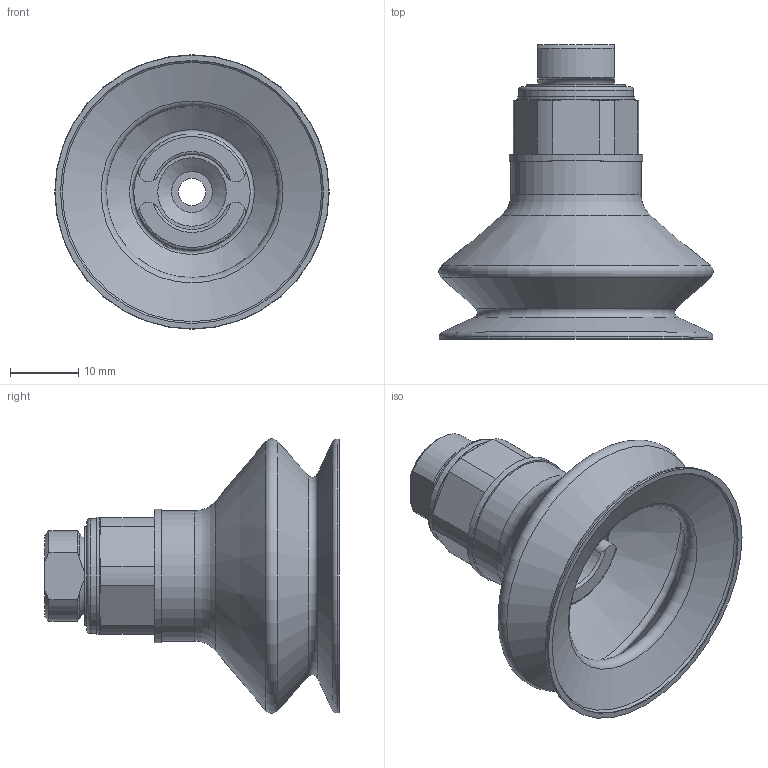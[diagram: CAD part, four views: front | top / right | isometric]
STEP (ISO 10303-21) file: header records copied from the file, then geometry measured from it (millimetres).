
FILE_DESCRIPTION(/* description */ ('STEP AP214'),/* implementation_level */ '2;1');
FILE_NAME(/* name */ '1395691_VASB-40-1_4-PUR-B',/* time_stamp */ '2024-09-10T16:43:39+02:00',/* author */ ('License CC BY-ND 4.0'),/* organization */ ('CADENAS'),/* preprocessor_version */ 'ST-DEVELOPER v19.3',/* originating_system */ 'PARTsolutions',/* authorisation */ ' ');
FILE_SCHEMA (('AUTOMOTIVE_DESIGN {1 0 10303 214 3 1 1}'));
Length unit declared in the file: millimetre
Products named in the file (1): 1395691 VASB-40-1/4-PUR-B
Bounding box: 40.08 x 43 x 40.08 mm (x, y, z)
Volume: 10177.3 mm3; surface area: 8199.3 mm2
Topology: 1 solids, 1 shells, 82 faces, 189 edges, 117 vertices
Faces by surface type: cylinder 28, plane 22, cone 18, torus 14
Full cylindrical faces by diameter (mm): 4 x1, 6 x1, 13.2 x1, 14.4 x1, 16.8 x1, 17 x1, 19 x1, 19.5 x1, 38.4 x1, 40 x1
Entity records: 2788 total; most frequent: CARTESIAN_POINT 455, DIRECTION 378, ORIENTED_EDGE 314, AXIS2_PLACEMENT_3D 170, EDGE_CURVE 157, EDGE_LOOP 120, FACE_BOUND 120, VERTEX_POINT 113
